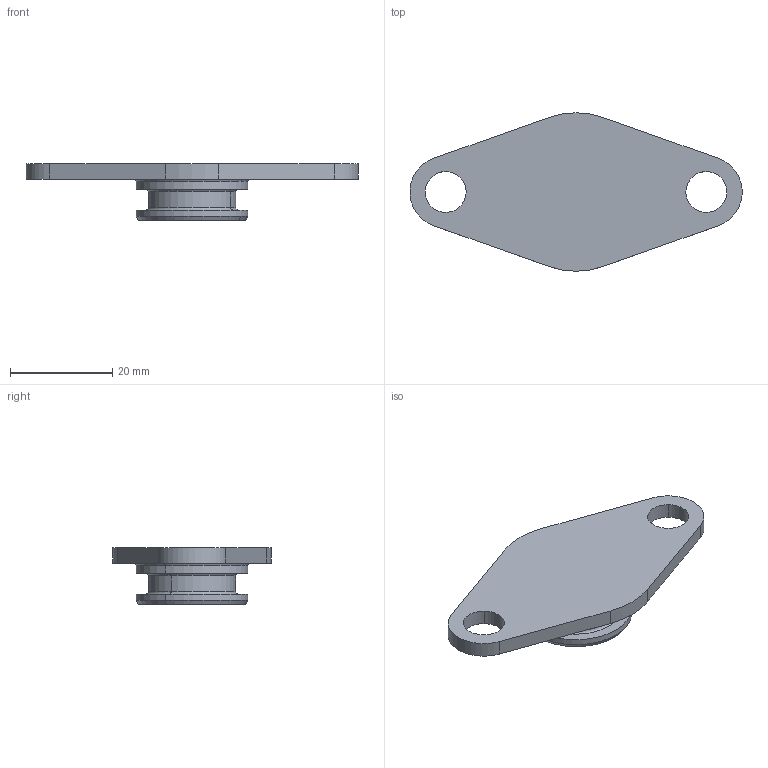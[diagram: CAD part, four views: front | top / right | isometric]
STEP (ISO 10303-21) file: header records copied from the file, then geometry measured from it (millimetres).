
FILE_DESCRIPTION(('CATIA V5 STEP Exchange'),'2;1');
FILE_NAME('PHL-007_OBTURATEUR_INTERFACE_POMPE_ESSENCE_CULASSE_GAUCHE.stp','2024-06-21T12:39:26+00:00',('none'),('none'),'CATIA Version 5 Release 19 GA (IN-10)','CATIA V5 STEP AP203','none');
FILE_SCHEMA(('CONFIG_CONTROL_DESIGN'));
Length unit declared in the file: millimetre
Products named in the file (1): PHL-007_OBTURATEUR_INTERFACE_POMPE_ESSENCE_CULASSE_GAUCHE
Bounding box: 64.95 x 31 x 11.05 mm (x, y, z)
Volume: 6215.4 mm3; surface area: 3859.7 mm2
Topology: 1 solids, 1 shells, 31 faces, 70 edges, 44 vertices
Faces by surface type: cylinder 14, plane 9, torus 6, cone 2
Entity records: 860 total; most frequent: CARTESIAN_POINT 140, ORIENTED_EDGE 140, DIRECTION 120, EDGE_CURVE 70, AXIS2_PLACEMENT_3D 68, VERTEX_POINT 44, CIRCLE 42, EDGE_LOOP 38
